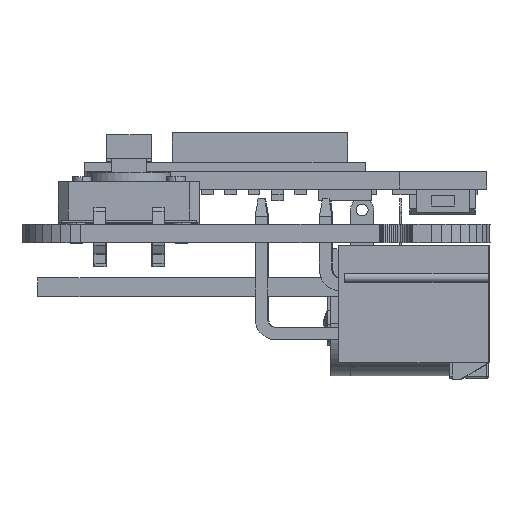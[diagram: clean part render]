
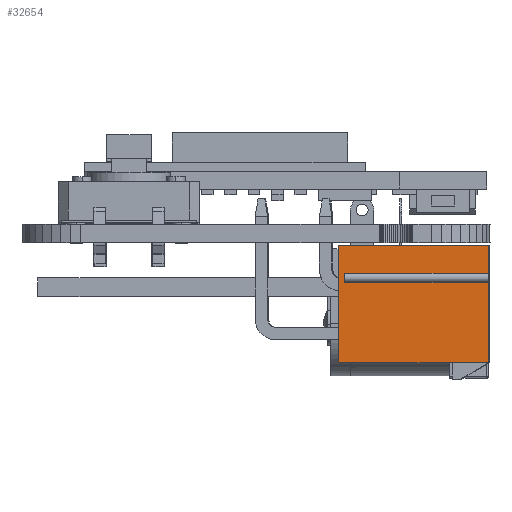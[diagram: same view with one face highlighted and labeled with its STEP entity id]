
A CAD part, left-side view. The second image highlights one B-rep face of the part: STEP entity #32654.
In plain terms, the highlighted face is planar.
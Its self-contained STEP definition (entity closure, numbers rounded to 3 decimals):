
#34 = VERTEX_POINT ( 'NONE', #4104 ) ;
#700 = VERTEX_POINT ( 'NONE', #25252 ) ;
#749 = EDGE_CURVE ( 'NONE', #2130, #34, #25082, .T. ) ;
#876 = LINE ( 'NONE', #20625, #29146 ) ;
#1560 = VECTOR ( 'NONE', #20110, 1000. ) ;
#2123 = LINE ( 'NONE', #17328, #10867 ) ;
#2130 = VERTEX_POINT ( 'NONE', #32723 ) ;
#2182 = VERTEX_POINT ( 'NONE', #16334 ) ;
#2644 = CARTESIAN_POINT ( 'NONE',  ( -6.4, -5., -6.9 ) ) ;
#2765 = DIRECTION ( 'NONE',  ( 0., 1., 0. ) ) ;
#3283 = CARTESIAN_POINT ( 'NONE',  ( 6.4, -2.65, -6.9 ) ) ;
#3392 = VERTEX_POINT ( 'NONE', #19026 ) ;
#3860 = CARTESIAN_POINT ( 'NONE',  ( -6.4, -5., -6.9 ) ) ;
#4104 = CARTESIAN_POINT ( 'NONE',  ( -5.9, -1.85, -6.9 ) ) ;
#4267 = EDGE_CURVE ( 'NONE', #3392, #31646, #876, .T. ) ;
#4281 = CARTESIAN_POINT ( 'NONE',  ( 6.4, -1.85, -6.9 ) ) ;
#4346 = ORIENTED_EDGE ( 'NONE', *, *, #6327, .F. ) ;
#5203 = ORIENTED_EDGE ( 'NONE', *, *, #15767, .F. ) ;
#6216 = DIRECTION ( 'NONE',  ( 0., 0., -1. ) ) ;
#6327 = EDGE_CURVE ( 'NONE', #31646, #12657, #18869, .T. ) ;
#7201 = ORIENTED_EDGE ( 'NONE', *, *, #749, .T. ) ;
#8863 = ORIENTED_EDGE ( 'NONE', *, *, #26917, .F. ) ;
#9362 = ORIENTED_EDGE ( 'NONE', *, *, #23400, .F. ) ;
#9738 = CARTESIAN_POINT ( 'NONE',  ( 6.4, -1.85, -6.9 ) ) ;
#10867 = VECTOR ( 'NONE', #27511, 1000. ) ;
#10905 = EDGE_CURVE ( 'NONE', #23832, #700, #16656, .T. ) ;
#11455 = VECTOR ( 'NONE', #31377, 1000. ) ;
#11772 = VECTOR ( 'NONE', #13183, 1000. ) ;
#12522 = DIRECTION ( 'NONE',  ( 0., 1., 0. ) ) ;
#12545 = CARTESIAN_POINT ( 'NONE',  ( -5.9, -2.65, -6.9 ) ) ;
#12657 = VERTEX_POINT ( 'NONE', #31471 ) ;
#13183 = DIRECTION ( 'NONE',  ( -1., 0., 0. ) ) ;
#15019 = LINE ( 'NONE', #12545, #30092 ) ;
#15325 = LINE ( 'NONE', #2644, #16894 ) ;
#15767 = EDGE_CURVE ( 'NONE', #2182, #3392, #2123, .T. ) ;
#16324 = DIRECTION ( 'NONE',  ( 1., 0., 0. ) ) ;
#16334 = CARTESIAN_POINT ( 'NONE',  ( -6.4, -5., -6.9 ) ) ;
#16656 = LINE ( 'NONE', #31354, #27305 ) ;
#16894 = VECTOR ( 'NONE', #12522, 1000. ) ;
#17328 = CARTESIAN_POINT ( 'NONE',  ( -6.4, -5., -6.9 ) ) ;
#18211 = AXIS2_PLACEMENT_3D ( 'NONE', #3860, #6216, #26717 ) ;
#18869 = LINE ( 'NONE', #29043, #11455 ) ;
#19026 = CARTESIAN_POINT ( 'NONE',  ( 6.4, -5., -6.9 ) ) ;
#19902 = EDGE_CURVE ( 'NONE', #2182, #23832, #15325, .T. ) ;
#20110 = DIRECTION ( 'NONE',  ( 0., 1., 0. ) ) ;
#20625 = CARTESIAN_POINT ( 'NONE',  ( 6.4, -5., -6.9 ) ) ;
#21382 = PLANE ( 'NONE',  #18211 ) ;
#21896 = EDGE_LOOP ( 'NONE', ( #4346, #30677, #5203, #25837, #29835, #9362, #7201, #8863 ) ) ;
#22727 = DIRECTION ( 'NONE',  ( 0., 1., 0. ) ) ;
#23400 = EDGE_CURVE ( 'NONE', #2130, #700, #27131, .T. ) ;
#23832 = VERTEX_POINT ( 'NONE', #28409 ) ;
#25082 = LINE ( 'NONE', #9738, #11772 ) ;
#25252 = CARTESIAN_POINT ( 'NONE',  ( 6.4, 5., -6.9 ) ) ;
#25837 = ORIENTED_EDGE ( 'NONE', *, *, #19902, .T. ) ;
#26224 = FACE_OUTER_BOUND ( 'NONE', #21896, .T. ) ;
#26717 = DIRECTION ( 'NONE',  ( 0., -1., 0. ) ) ;
#26917 = EDGE_CURVE ( 'NONE', #12657, #34, #15019, .T. ) ;
#27131 = LINE ( 'NONE', #4281, #1560 ) ;
#27305 = VECTOR ( 'NONE', #16324, 1000. ) ;
#27511 = DIRECTION ( 'NONE',  ( 1., 0., 0. ) ) ;
#28409 = CARTESIAN_POINT ( 'NONE',  ( -6.4, 5., -6.9 ) ) ;
#29043 = CARTESIAN_POINT ( 'NONE',  ( 6.4, -2.65, -6.9 ) ) ;
#29146 = VECTOR ( 'NONE', #2765, 1000. ) ;
#29835 = ORIENTED_EDGE ( 'NONE', *, *, #10905, .T. ) ;
#30092 = VECTOR ( 'NONE', #22727, 1000. ) ;
#30677 = ORIENTED_EDGE ( 'NONE', *, *, #4267, .F. ) ;
#31354 = CARTESIAN_POINT ( 'NONE',  ( -6.4, 5., -6.9 ) ) ;
#31377 = DIRECTION ( 'NONE',  ( -1., 0., 0. ) ) ;
#31471 = CARTESIAN_POINT ( 'NONE',  ( -5.9, -2.65, -6.9 ) ) ;
#31646 = VERTEX_POINT ( 'NONE', #3283 ) ;
#32654 = ADVANCED_FACE ( 'NONE', ( #26224 ), #21382, .T. ) ;
#32723 = CARTESIAN_POINT ( 'NONE',  ( 6.4, -1.85, -6.9 ) ) ;
